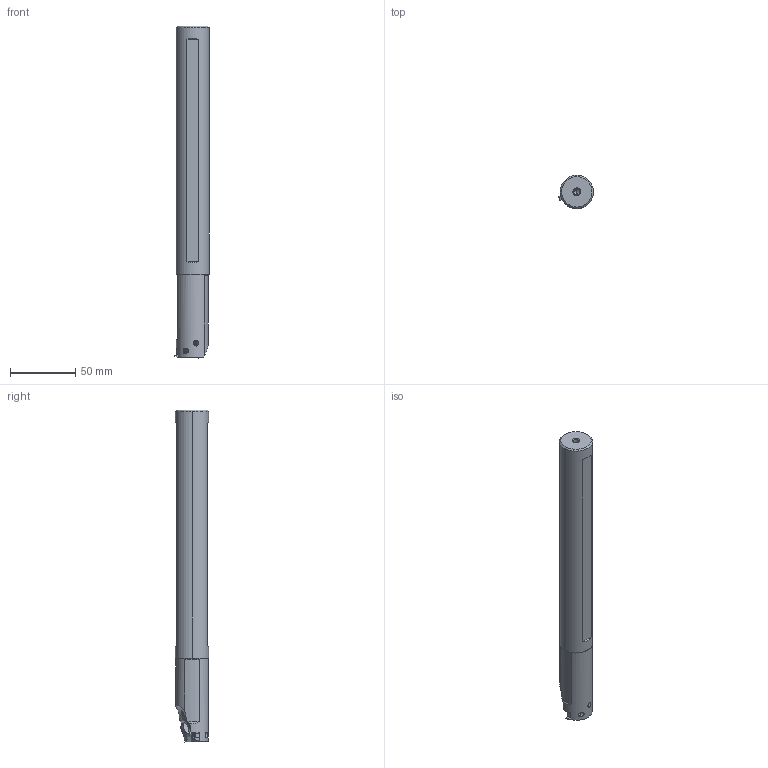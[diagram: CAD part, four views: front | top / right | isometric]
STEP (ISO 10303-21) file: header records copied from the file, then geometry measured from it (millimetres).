
FILE_DESCRIPTION(/* description */ (''),/* implementation_level */ '2;1');
FILE_NAME(/* name */ 'MMTIR163-1_15-1_5-C.stp',/* time_stamp */ '2021-04-05T08:19:25+09:00',/* author */ (''),/* organization */ (''),/* preprocessor_version */ 'ST-DEVELOPER v16',/* originating_system */ 'SIEMENS PLM Software NX 10.0',/* authorisation */ '');
FILE_SCHEMA (('AUTOMOTIVE_DESIGN { 1 0 10303 214 3 1 1 1 }'));
Length unit declared in the file: millimetre
Products named in the file (1): MMTIR163-1_15-1_5-C_ASM
Bounding box: 26.57 x 25.4 x 254.15 mm (x, y, z)
Volume: 116968.3 mm3; surface area: 26224.2 mm2
Topology: 7 solids, 7 shells, 261 faces, 750 edges, 509 vertices
Faces by surface type: cylinder 111, plane 101, cone 38, torus 11
Entity records: 9937 total; most frequent: CARTESIAN_POINT 2644, DIRECTION 1579, ORIENTED_EDGE 1488, EDGE_CURVE 744, AXIS2_PLACEMENT_3D 633, VERTEX_POINT 506, CIRCLE 319, LINE 313
